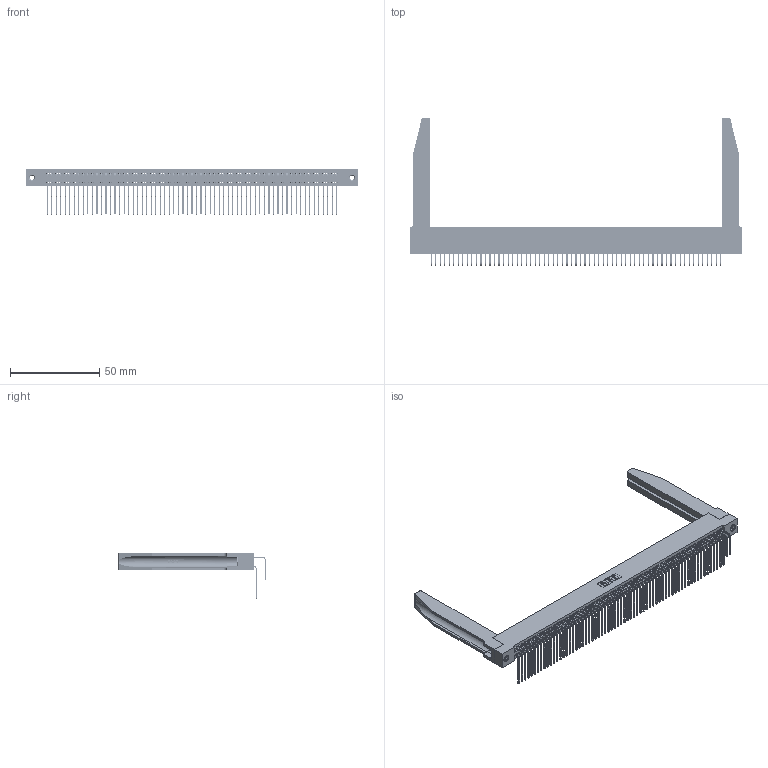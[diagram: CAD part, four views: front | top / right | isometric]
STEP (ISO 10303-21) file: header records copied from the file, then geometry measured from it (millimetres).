
FILE_DESCRIPTION (( 'STEP AP203' ), '1' );
FILE_NAME ('395-130-558-278.STEP', '2019-10-29T00:37:36', ( '' ), ( '' ), 'SwSTEP 2.0', 'SolidWorks 2016', '' );
FILE_SCHEMA (( 'CONFIG_CONTROL_DESIGN' ));
Length unit declared in the file: inch
Products named in the file (6): 345 Part_Flush Mounting Lugs - 0.156 Dia-TH; 345-292-001_558 559 Tail - 1; 345-292-001_558 Tail - 2; 345-250-001_345-250-001-102; 345-220-078_345-220-078; 395-130-558-278
Assembly tree (135 placements, depth 2):
  395-130-558-278
    345 Part_Flush Mounting Lugs - 0.156 Dia-TH
    345-292-001_558 559 Tail - 1  x65
    345-292-001_558 Tail - 2  x65
    345-250-001_345-250-001-102  x2
    345-220-078_345-220-078  x2
Bounding box: 186.33 x 82.79 x 25.53 mm (x, y, z)
Volume: 26834.6 mm3; surface area: 38990.4 mm2
Topology: 135 solids, 135 shells, 7120 faces, 21099 edges, 13882 vertices
Faces by surface type: plane 4772, cylinder 2296, bspline 36, cone 12, torus 4
Entity records: 54296 total; most frequent: CARTESIAN_POINT 10042, ORIENTED_EDGE 8822, DIRECTION 7793, EDGE_CURVE 4411, LINE 3885, VECTOR 3885, VERTEX_POINT 2932, AXIS2_PLACEMENT_3D 1954
